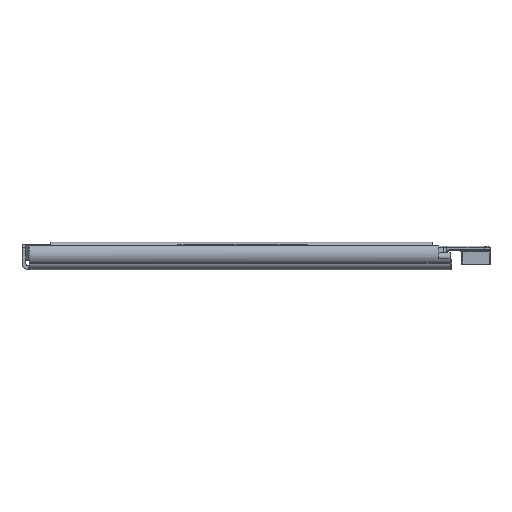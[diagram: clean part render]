
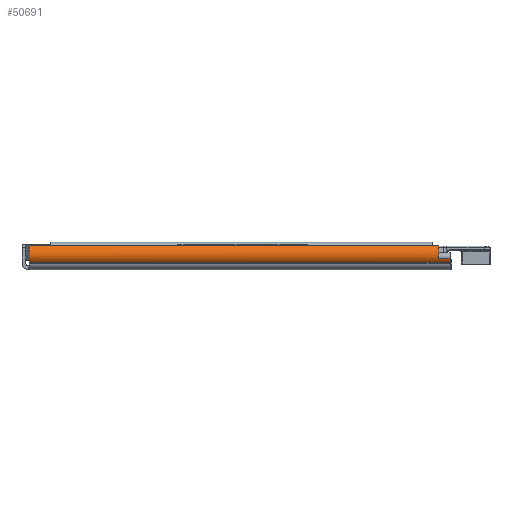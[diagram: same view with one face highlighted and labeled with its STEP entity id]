
A CAD part, left-side view. The second image highlights one B-rep face of the part: STEP entity #50691.
In plain terms, the highlighted cylindrical face has radius 7.6 mm (diameter 15.2 mm), a partial arc.
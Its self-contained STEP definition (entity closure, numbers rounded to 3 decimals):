
#2136=CYLINDRICAL_SURFACE('',#54381,7.6);
#3532=FACE_OUTER_BOUND('',#6569,.T.);
#6569=EDGE_LOOP('',(#34119,#34120,#34121,#34122,#34123,#34124));
#9741=LINE('',#76674,#13870);
#9756=LINE('',#76714,#13885);
#9773=LINE('',#76754,#13902);
#13870=VECTOR('',#60626,10.);
#13885=VECTOR('',#60677,10.);
#13902=VECTOR('',#60740,10.);
#17911=CIRCLE('',#54236,7.6);
#17943=CIRCLE('',#54310,7.6);
#17961=CIRCLE('',#54353,7.6);
#20707=VERTEX_POINT('',#76427);
#20708=VERTEX_POINT('',#76429);
#20756=VERTEX_POINT('',#76601);
#20757=VERTEX_POINT('',#76603);
#20775=VERTEX_POINT('',#76672);
#20782=VERTEX_POINT('',#76702);
#25748=EDGE_CURVE('',#20708,#20707,#17911,.T.);
#25835=EDGE_CURVE('',#20757,#20756,#17943,.T.);
#25870=EDGE_CURVE('',#20707,#20775,#9741,.T.);
#25885=EDGE_CURVE('',#20775,#20782,#17961,.T.);
#25890=EDGE_CURVE('',#20782,#20757,#9756,.T.);
#25907=EDGE_CURVE('',#20708,#20756,#9773,.T.);
#34119=ORIENTED_EDGE('',*,*,#25835,.T.);
#34120=ORIENTED_EDGE('',*,*,#25907,.F.);
#34121=ORIENTED_EDGE('',*,*,#25748,.T.);
#34122=ORIENTED_EDGE('',*,*,#25870,.T.);
#34123=ORIENTED_EDGE('',*,*,#25885,.T.);
#34124=ORIENTED_EDGE('',*,*,#25890,.T.);
#50691=ADVANCED_FACE('',(#3532),#2136,.T.);
#54236=AXIS2_PLACEMENT_3D('',#76430,#60344,#60345);
#54310=AXIS2_PLACEMENT_3D('',#76604,#60543,#60544);
#54353=AXIS2_PLACEMENT_3D('',#76704,#60661,#60662);
#54381=AXIS2_PLACEMENT_3D('',#76753,#60738,#60739);
#60344=DIRECTION('center_axis',(0.,1.,0.));
#60345=DIRECTION('ref_axis',(-0.705,0.,-0.709));
#60543=DIRECTION('center_axis',(0.,-1.,0.));
#60544=DIRECTION('ref_axis',(0.705,0.,0.709));
#60626=DIRECTION('',(0.,1.,0.));
#60661=DIRECTION('center_axis',(0.,1.,0.));
#60662=DIRECTION('ref_axis',(0.705,0.,0.709));
#60677=DIRECTION('',(0.,1.,0.));
#60738=DIRECTION('center_axis',(0.,1.,0.));
#60739=DIRECTION('ref_axis',(0.705,0.,0.709));
#60740=DIRECTION('',(0.,1.,0.));
#76427=CARTESIAN_POINT('',(-37.625,0.,7.957));
#76429=CARTESIAN_POINT('',(-35.857,0.,5.209));
#76430=CARTESIAN_POINT('Origin',(-30.5,0.,
10.6));
#76601=CARTESIAN_POINT('',(-35.857,295.,5.209));
#76603=CARTESIAN_POINT('',(-35.033,295.,16.7));
#76604=CARTESIAN_POINT('Origin',(-30.5,295.,10.6));
#76672=CARTESIAN_POINT('',(-37.625,8.,7.957));
#76674=CARTESIAN_POINT('',(-37.625,0.,7.957));
#76702=CARTESIAN_POINT('',(-35.033,8.,16.7));
#76704=CARTESIAN_POINT('Origin',(-30.5,8.,10.6));
#76714=CARTESIAN_POINT('',(-35.033,0.,16.7));
#76753=CARTESIAN_POINT('Origin',(-30.5,0.,10.6));
#76754=CARTESIAN_POINT('',(-35.857,0.,5.209));
